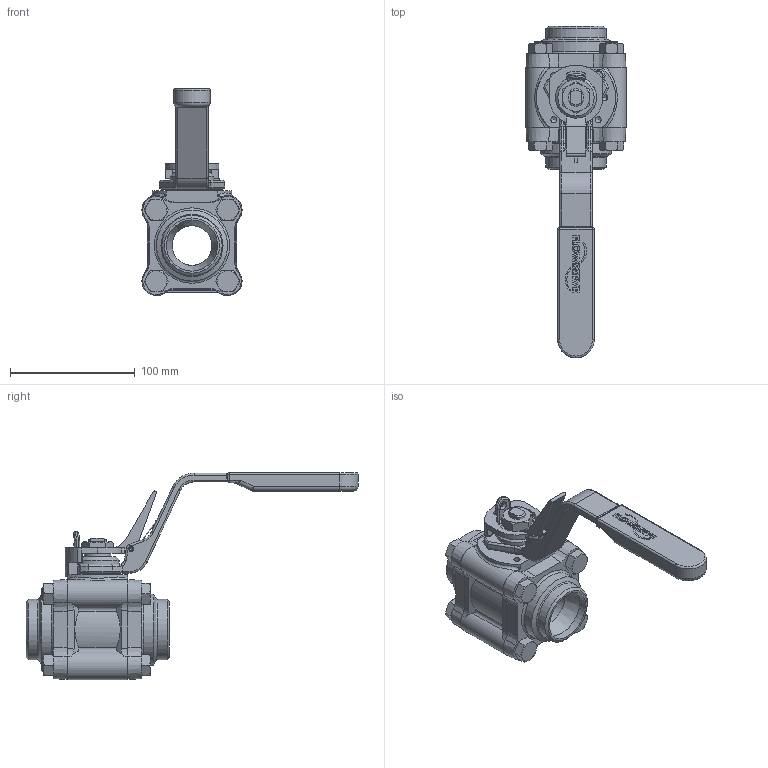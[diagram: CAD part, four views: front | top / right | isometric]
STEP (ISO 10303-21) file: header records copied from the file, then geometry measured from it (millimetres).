
FILE_DESCRIPTION(/* description */ (''),/* implementation_level */ '2;1');
FILE_NAME(/* name */ 'GA-A44-15-BWA-LW-A-1.stp',/* time_stamp */ '2020-10-15T14:34:57+01:00',/* author */ ('jaday'),/* organization */ (''),/* preprocessor_version */ 'ST-DEVELOPER v16.1',/* originating_system */ 'Autodesk Inventor 2016',/* authorisation */ '');
FILE_SCHEMA (('AUTOMOTIVE_DESIGN { 1 0 10303 214 3 1 1 }'));
Length unit declared in the file: millimetre
Products named in the file (16): GA-B04415-16254-A-1; GA-B04415-27100-A-1; GA-A44-15-STEM-BUILD-A-1; B00015-06002-A-1; GA-B00015-52001-A-1; M10-8-080-110-A-1; M10-8-000-360-A-1; B51915-01065-B-1; B51915-01069-B-1; GA-B00015-60144-A-1; GA-B00005-42007-A-1; C51915-01065-B-1; M14-0-000-5DD-A-1; GA-B00005-60130-A-1; B00015-34000-A-1; GA-A44-15-BWA-LW-A-1
Assembly tree (23 placements, depth 3):
  GA-A44-15-BWA-LW-A-1
    GA-B04415-16254-A-1
    GA-B04415-27100-A-1  x2
    GA-A44-15-STEM-BUILD-A-1
    B00015-06002-A-1  x2
    GA-B00015-52001-A-1
    M10-8-080-110-A-1  x4
    M10-8-000-360-A-1  x4
    C51915-01065-B-1
      B51915-01065-B-1
      B51915-01069-B-1
      GA-B00015-60144-A-1
      GA-B00005-42007-A-1
    M14-0-000-5DD-A-1
    GA-B00005-60130-A-1
    B00015-34000-A-1
Bounding box: 80.15 x 265.77 x 165.87 mm (x, y, z)
Volume: 496715.6 mm3; surface area: 146084.3 mm2
Topology: 22 solids, 22 shells, 872 faces, 2136 edges, 1321 vertices
Faces by surface type: plane 397, cylinder 233, cone 144, bspline 49, torus 41, sphere 8
Full cylindrical faces by diameter (mm): 0.8 x2, 3.393 x1, 4.045 x2, 4.4 x3, 4.917 x5, 6 x1, 7 x1, 7.925 x1, 8.376 x4, 10 x4, 10.5 x12, 12.751 x2, 14.288 x1, 19.89 x1, 27 x1, 30 x1, 31.62 x1, 31.815 x2, 35.085 x1, 40.925 x2, 48.325 x2, 56.9 x2, 66.75 x2
Entity records: 22563 total; most frequent: CARTESIAN_POINT 5833, DIRECTION 3455, ORIENTED_EDGE 3346, EDGE_CURVE 1673, AXIS2_PLACEMENT_3D 1273, VERTEX_POINT 1076, LINE 909, VECTOR 909
